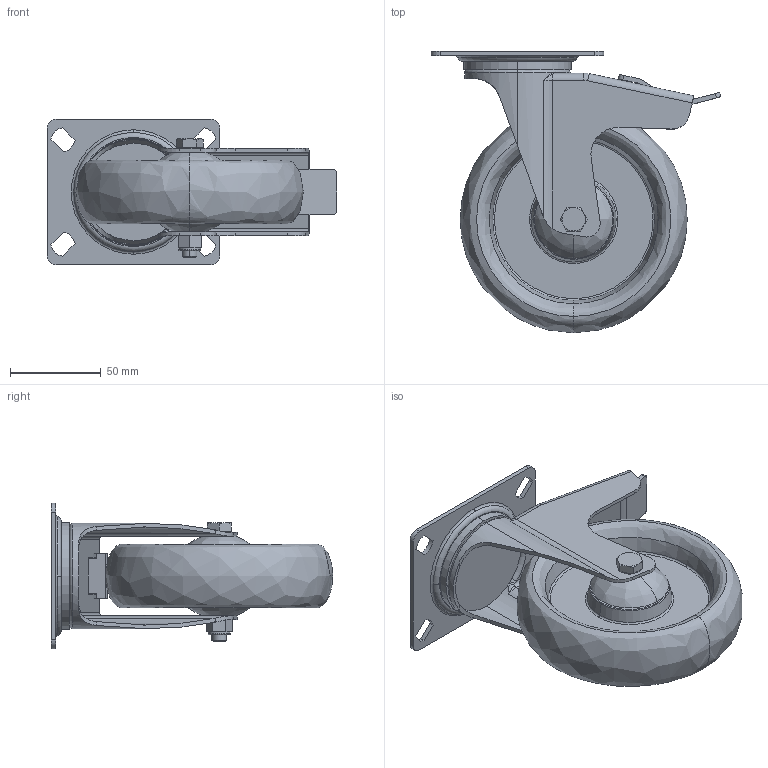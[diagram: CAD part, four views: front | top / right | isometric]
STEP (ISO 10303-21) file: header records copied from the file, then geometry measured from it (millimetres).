
FILE_DESCRIPTION (( 'STEP AP214' ), '1' );
FILE_NAME ('0025006.step', '2022-11-22T12:58:57', ( '' ), ( '' ), 'SwSTEP 2.0', 'SolidWorks 2020', '' );
FILE_SCHEMA (( 'AUTOMOTIVE_DESIGN' ));
Length unit declared in the file: millimetre
Products named in the file (1): 0025006
Bounding box: 159.5 x 154.98 x 80 mm (x, y, z)
Volume: 306127.4 mm3; surface area: 136121.1 mm2
Topology: 8 solids, 8 shells, 301 faces, 715 edges, 446 vertices
Faces by surface type: plane 100, cylinder 87, torus 54, cone 34, bspline 26
Entity records: 12732 total; most frequent: CARTESIAN_POINT 2290, DIRECTION 1555, ORIENTED_EDGE 1422, EDGE_CURVE 711, AXIS2_PLACEMENT_3D 640, VERTEX_POINT 446, CIRCLE 364, EDGE_LOOP 345
